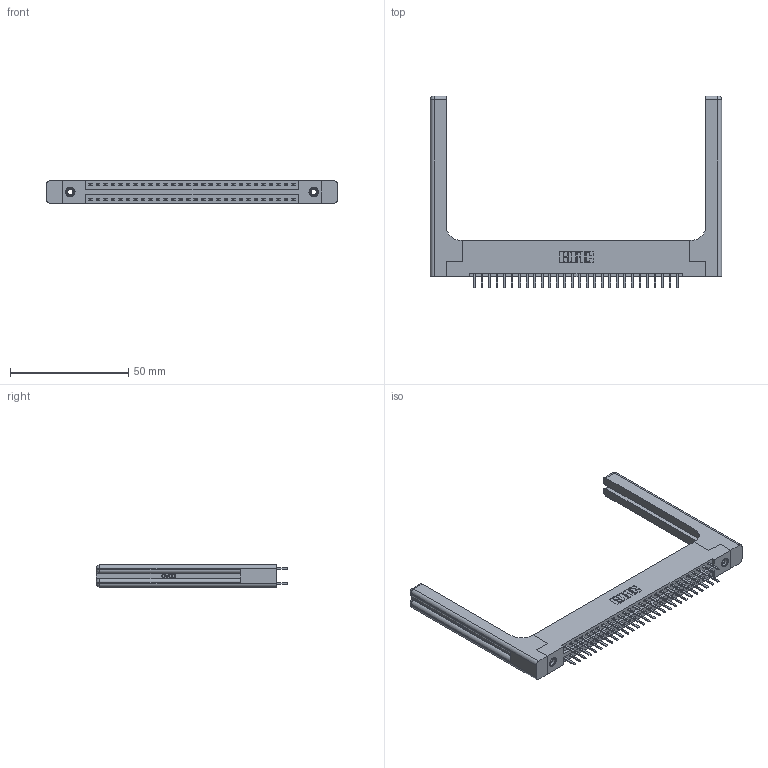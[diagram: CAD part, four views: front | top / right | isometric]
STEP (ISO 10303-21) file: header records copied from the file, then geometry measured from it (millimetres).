
FILE_DESCRIPTION (( 'STEP AP203' ), '1' );
FILE_NAME ('346-056-520-258.STEP', '2022-05-21T05:03:02', ( '' ), ( '' ), 'SwSTEP 2.0', 'SolidWorks 2020', '' );
FILE_SCHEMA (( 'CONFIG_CONTROL_DESIGN' ));
Length unit declared in the file: inch
Products named in the file (5): 346-220-058_345-220-058; 345-250-001_345-250-001-102; 346-056-520-258; 345-292-001_345-293-120; 346 Part_Flush Mounting Lugs - 0.156 Dia-TH
Assembly tree (61 placements, depth 2):
  346-056-520-258
    346 Part_Flush Mounting Lugs - 0.156 Dia-TH
    345-292-001_345-293-120  x56
    345-250-001_345-250-001-102  x2
    346-220-058_345-220-058  x2
Bounding box: 122.96 x 80.98 x 9.4 mm (x, y, z)
Volume: 19333.1 mm3; surface area: 21002.8 mm2
Topology: 61 solids, 61 shells, 3528 faces, 10159 edges, 6602 vertices
Faces by surface type: plane 2310, cylinder 1158, bspline 36, cone 12, sphere 8, torus 4
Entity records: 25870 total; most frequent: CARTESIAN_POINT 5307, ORIENTED_EDGE 4024, DIRECTION 3648, EDGE_CURVE 2012, VECTOR 1672, LINE 1672, VERTEX_POINT 1330, AXIS2_PLACEMENT_3D 988
